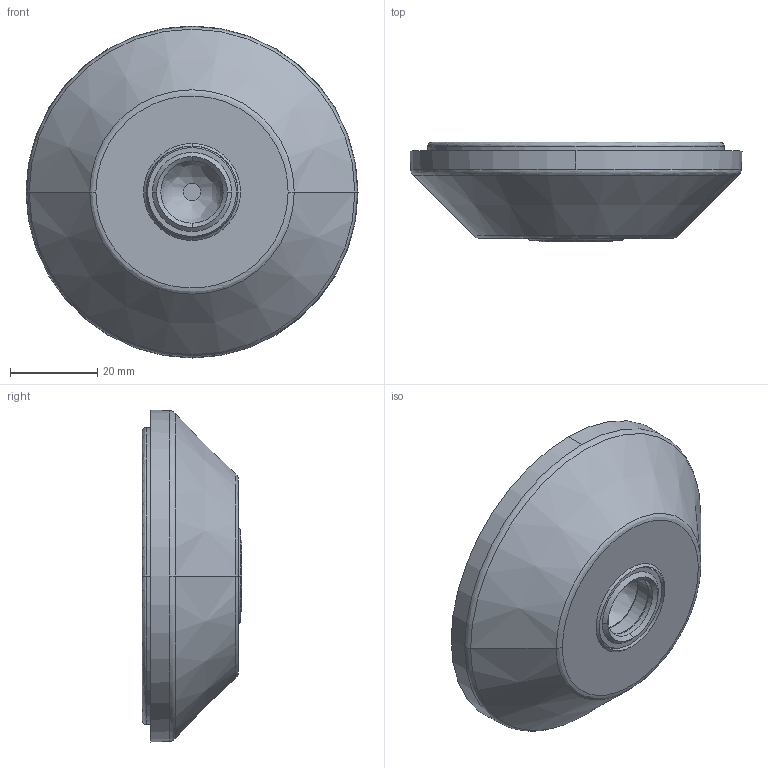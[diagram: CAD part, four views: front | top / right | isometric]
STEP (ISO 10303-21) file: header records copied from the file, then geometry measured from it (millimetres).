
FILE_DESCRIPTION (( 'STEP AP214' ), '1' );
FILE_NAME ('7410183', '2019-01-30T09:28:16', ( '' ), ('JUGARD+KÜNSTNER GmbH'), 'SwSTEP 2.0', 'SolidWorks 2017', '' );
FILE_SCHEMA (( 'AUTOMOTIVE_DESIGN' ));
Length unit declared in the file: millimetre
Products named in the file (5): 098di080zs_Standard; Part4; Part3; Part1; 7410183
Assembly tree (4 placements, depth 3):
  7410183
    Part1
    098di080zs_Standard
      Part3
      Part4
Bounding box: 76 x 22.8 x 76 mm (x, y, z)
Volume: 52003.7 mm3; surface area: 31291.6 mm2
Topology: 3 solids, 3 shells, 1203 faces, 2749 edges, 1538 vertices
Faces by surface type: bspline 838, cylinder 130, cone 130, plane 105
Entity records: 64178 total; most frequent: CARTESIAN_POINT 29512, ORIENTED_EDGE 5450, DIRECTION 3155, EDGE_CURVE 2725, VERTEX_POINT 1538, AXIS2_PLACEMENT_3D 1340, EDGE_LOOP 1225, UNCERTAINTY_MEASURE_WITH_UNIT 1214
